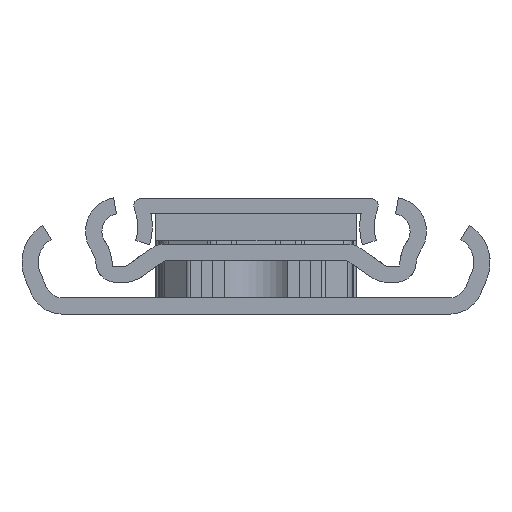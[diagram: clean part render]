
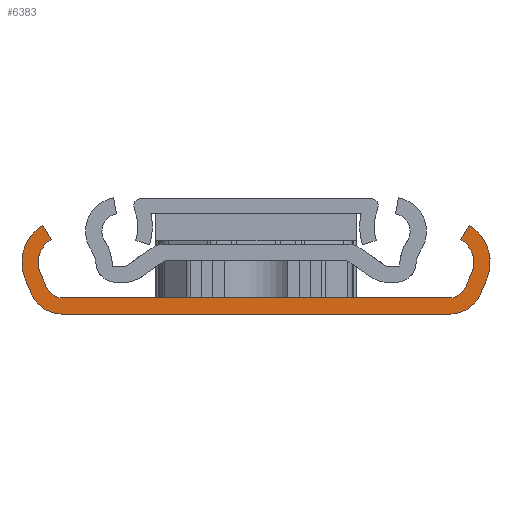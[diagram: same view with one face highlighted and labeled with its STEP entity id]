
A CAD part, left-side view. The second image highlights one B-rep face of the part: STEP entity #6383.
In plain terms, the highlighted planar face has unit normal (-1, 0, 0).
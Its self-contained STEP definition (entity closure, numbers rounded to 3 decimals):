
#17 = CARTESIAN_POINT ( 'NONE',  ( 0., 21.3, 0. ) ) ;
#55 = CARTESIAN_POINT ( 'NONE',  ( 0., 24.712, 2.269 ) ) ;
#71 = CARTESIAN_POINT ( 'NONE',  ( 0., -24.712, 2.269 ) ) ;
#74 = CARTESIAN_POINT ( 'NONE',  ( 0., 21.3, 3.7 ) ) ;
#122 = DIRECTION ( 'NONE',  ( 0., 0., -1. ) ) ;
#187 = VERTEX_POINT ( 'NONE', #3937 ) ;
#197 = ORIENTED_EDGE ( 'NONE', *, *, #7261, .F. ) ;
#232 = CARTESIAN_POINT ( 'NONE',  ( 0., -23.72, 4.559 ) ) ;
#267 = CIRCLE ( 'NONE', #2139, 4.75 ) ;
#305 = CARTESIAN_POINT ( 'NONE',  ( 0., -21.3, 0. ) ) ;
#343 = CARTESIAN_POINT ( 'NONE',  ( 0., 23.449, 9.77 ) ) ;
#451 = CARTESIAN_POINT ( 'NONE',  ( 0., -25.38, 3.863 ) ) ;
#475 = CIRCLE ( 'NONE', #2348, 2.95 ) ;
#646 = VECTOR ( 'NONE', #3985, 1000. ) ;
#677 = DIRECTION ( 'NONE',  ( 1., 0., 0. ) ) ;
#686 = EDGE_LOOP ( 'NONE', ( #6812, #787, #6244, #1652, #1721, #2881, #2800, #5500, #5339, #6008, #4956, #1881, #6603, #197, #2830, #2675 ) ) ;
#691 = DIRECTION ( 'NONE',  ( 0., 0., -1. ) ) ;
#787 = ORIENTED_EDGE ( 'NONE', *, *, #7580, .T. ) ;
#815 = VERTEX_POINT ( 'NONE', #4030 ) ;
#884 = AXIS2_PLACEMENT_3D ( 'NONE', #5276, #1661, #5879 ) ;
#1028 = AXIS2_PLACEMENT_3D ( 'NONE', #4323, #677, #4921 ) ;
#1070 = VERTEX_POINT ( 'NONE', #71 ) ;
#1100 = EDGE_CURVE ( 'NONE', #1546, #187, #7285, .T. ) ;
#1236 = CARTESIAN_POINT ( 'NONE',  ( 0., -25.38, 3.863 ) ) ;
#1251 = DIRECTION ( 'NONE',  ( 0., 1., 0. ) ) ;
#1267 = CARTESIAN_POINT ( 'NONE',  ( 0., 23.72, 4.559 ) ) ;
#1379 = VERTEX_POINT ( 'NONE', #55 ) ;
#1395 = CARTESIAN_POINT ( 'NONE',  ( 0., -23.052, 2.965 ) ) ;
#1433 = CARTESIAN_POINT ( 'NONE',  ( 0., -21.3, 3.7 ) ) ;
#1500 = AXIS2_PLACEMENT_3D ( 'NONE', #5911, #2319, #6511 ) ;
#1546 = VERTEX_POINT ( 'NONE', #7647 ) ;
#1652 = ORIENTED_EDGE ( 'NONE', *, *, #5237, .F. ) ;
#1661 = DIRECTION ( 'NONE',  ( -1., 0., 0. ) ) ;
#1721 = ORIENTED_EDGE ( 'NONE', *, *, #6875, .T. ) ;
#1768 = AXIS2_PLACEMENT_3D ( 'NONE', #74, #4333, #691 ) ;
#1803 = VECTOR ( 'NONE', #1251, 1000. ) ;
#1839 = VECTOR ( 'NONE', #3304, 1000. ) ;
#1874 = CARTESIAN_POINT ( 'NONE',  ( 0., 0., 0. ) ) ;
#1881 = ORIENTED_EDGE ( 'NONE', *, *, #1100, .T. ) ;
#2057 = DIRECTION ( 'NONE',  ( 0., 0., -1. ) ) ;
#2139 = AXIS2_PLACEMENT_3D ( 'NONE', #6938, #3368, #7533 ) ;
#2169 = CIRCLE ( 'NONE', #4215, 4.75 ) ;
#2181 = DIRECTION ( 'NONE',  ( 0., 0.516, -0.857 ) ) ;
#2283 = CARTESIAN_POINT ( 'NONE',  ( 0., 0., 1.8 ) ) ;
#2319 = DIRECTION ( 'NONE',  ( -1., 0., 0. ) ) ;
#2348 = AXIS2_PLACEMENT_3D ( 'NONE', #6546, #2943, #7127 ) ;
#2359 = CARTESIAN_POINT ( 'NONE',  ( 0., -23.72, 4.559 ) ) ;
#2397 = CARTESIAN_POINT ( 'NONE',  ( 0., 23.052, 2.965 ) ) ;
#2475 = VECTOR ( 'NONE', #6673, 1000. ) ;
#2502 = EDGE_CURVE ( 'NONE', #1546, #6442, #3539, .T. ) ;
#2529 = VECTOR ( 'NONE', #7272, 1000. ) ;
#2563 = CARTESIAN_POINT ( 'NONE',  ( 0., 21., 5.7 ) ) ;
#2675 = ORIENTED_EDGE ( 'NONE', *, *, #4972, .F. ) ;
#2699 = DIRECTION ( 'NONE',  ( 1., 0., 0. ) ) ;
#2798 = VERTEX_POINT ( 'NONE', #3905 ) ;
#2800 = ORIENTED_EDGE ( 'NONE', *, *, #5487, .T. ) ;
#2830 = ORIENTED_EDGE ( 'NONE', *, *, #4515, .T. ) ;
#2855 = CIRCLE ( 'NONE', #1028, 3.7 ) ;
#2881 = ORIENTED_EDGE ( 'NONE', *, *, #5783, .F. ) ;
#2930 = FACE_OUTER_BOUND ( 'NONE', #686, .T. ) ;
#2943 = DIRECTION ( 'NONE',  ( 1., 0., 0. ) ) ;
#3062 = DIRECTION ( 'NONE',  ( 0., -0.387, -0.922 ) ) ;
#3221 = EDGE_CURVE ( 'NONE', #6719, #1379, #2855, .T. ) ;
#3304 = DIRECTION ( 'NONE',  ( 0., 0.387, -0.922 ) ) ;
#3368 = DIRECTION ( 'NONE',  ( -1., 0., 0. ) ) ;
#3382 = DIRECTION ( 'NONE',  ( 0., -0.387, -0.922 ) ) ;
#3396 = EDGE_CURVE ( 'NONE', #7168, #6442, #3659, .T. ) ;
#3413 = AXIS2_PLACEMENT_3D ( 'NONE', #1433, #5652, #2057 ) ;
#3539 = CIRCLE ( 'NONE', #884, 1.9 ) ;
#3659 = LINE ( 'NONE', #232, #1839 ) ;
#3715 = CIRCLE ( 'NONE', #1500, 2.95 ) ;
#3747 = VERTEX_POINT ( 'NONE', #7225 ) ;
#3771 = DIRECTION ( 'NONE',  ( 1., 0., 0. ) ) ;
#3819 = VERTEX_POINT ( 'NONE', #4315 ) ;
#3852 = LINE ( 'NONE', #3946, #7027 ) ;
#3889 = VERTEX_POINT ( 'NONE', #5292 ) ;
#3905 = CARTESIAN_POINT ( 'NONE',  ( 0., 23.449, 9.77 ) ) ;
#3937 = CARTESIAN_POINT ( 'NONE',  ( 0., 21.3, 1.8 ) ) ;
#3946 = CARTESIAN_POINT ( 'NONE',  ( 0., 25.38, 3.863 ) ) ;
#3956 = CIRCLE ( 'NONE', #3413, 3.7 ) ;
#3985 = DIRECTION ( 'NONE',  ( 0., -0.516, -0.857 ) ) ;
#4030 = CARTESIAN_POINT ( 'NONE',  ( 0., 22.521, 8.228 ) ) ;
#4067 = LINE ( 'NONE', #1236, #2475 ) ;
#4215 = AXIS2_PLACEMENT_3D ( 'NONE', #6296, #2699, #6880 ) ;
#4268 = LINE ( 'NONE', #343, #646 ) ;
#4315 = CARTESIAN_POINT ( 'NONE',  ( 0., -23.449, 9.77 ) ) ;
#4323 = CARTESIAN_POINT ( 'NONE',  ( 0., 21.3, 3.7 ) ) ;
#4333 = DIRECTION ( 'NONE',  ( 1., 0., 0. ) ) ;
#4389 = EDGE_CURVE ( 'NONE', #3819, #3747, #6064, .T. ) ;
#4468 = VECTOR ( 'NONE', #2181, 1000. ) ;
#4493 = EDGE_CURVE ( 'NONE', #7168, #3747, #3715, .T. ) ;
#4515 = EDGE_CURVE ( 'NONE', #7330, #815, #475, .T. ) ;
#4568 = VERTEX_POINT ( 'NONE', #2397 ) ;
#4685 = EDGE_CURVE ( 'NONE', #187, #4568, #7347, .T. ) ;
#4921 = DIRECTION ( 'NONE',  ( 0., 0., -1. ) ) ;
#4956 = ORIENTED_EDGE ( 'NONE', *, *, #2502, .F. ) ;
#4972 = EDGE_CURVE ( 'NONE', #2798, #815, #4268, .T. ) ;
#5017 = LINE ( 'NONE', #1874, #1803 ) ;
#5237 = EDGE_CURVE ( 'NONE', #7546, #6719, #5017, .T. ) ;
#5276 = CARTESIAN_POINT ( 'NONE',  ( 0., -21.3, 3.7 ) ) ;
#5292 = CARTESIAN_POINT ( 'NONE',  ( 0., 25.38, 3.863 ) ) ;
#5315 = AXIS2_PLACEMENT_3D ( 'NONE', #2563, #3771, #122 ) ;
#5339 = ORIENTED_EDGE ( 'NONE', *, *, #4493, .F. ) ;
#5487 = EDGE_CURVE ( 'NONE', #7734, #3819, #267, .T. ) ;
#5500 = ORIENTED_EDGE ( 'NONE', *, *, #4389, .T. ) ;
#5652 = DIRECTION ( 'NONE',  ( -1., 0., 0. ) ) ;
#5783 = EDGE_CURVE ( 'NONE', #7734, #1070, #4067, .T. ) ;
#5879 = DIRECTION ( 'NONE',  ( 0., 0., -1. ) ) ;
#5911 = CARTESIAN_POINT ( 'NONE',  ( 0., -21., 5.7 ) ) ;
#6008 = ORIENTED_EDGE ( 'NONE', *, *, #3396, .T. ) ;
#6042 = CARTESIAN_POINT ( 'NONE',  ( 0., 23.72, 4.559 ) ) ;
#6064 = LINE ( 'NONE', #6966, #4468 ) ;
#6244 = ORIENTED_EDGE ( 'NONE', *, *, #3221, .F. ) ;
#6296 = CARTESIAN_POINT ( 'NONE',  ( 0., 21., 5.7 ) ) ;
#6383 = ADVANCED_FACE ( 'NONE', ( #2930 ), #7305, .F. ) ;
#6442 = VERTEX_POINT ( 'NONE', #1395 ) ;
#6511 = DIRECTION ( 'NONE',  ( 0., 0., -1. ) ) ;
#6546 = CARTESIAN_POINT ( 'NONE',  ( 0., 21., 5.7 ) ) ;
#6603 = ORIENTED_EDGE ( 'NONE', *, *, #4685, .T. ) ;
#6673 = DIRECTION ( 'NONE',  ( 0., 0.387, -0.922 ) ) ;
#6719 = VERTEX_POINT ( 'NONE', #17 ) ;
#6812 = ORIENTED_EDGE ( 'NONE', *, *, #6911, .F. ) ;
#6875 = EDGE_CURVE ( 'NONE', #7546, #1070, #3956, .T. ) ;
#6880 = DIRECTION ( 'NONE',  ( 0., 0., -1. ) ) ;
#6911 = EDGE_CURVE ( 'NONE', #3889, #2798, #2169, .T. ) ;
#6938 = CARTESIAN_POINT ( 'NONE',  ( 0., -21., 5.7 ) ) ;
#6966 = CARTESIAN_POINT ( 'NONE',  ( 0., -23.449, 9.77 ) ) ;
#7027 = VECTOR ( 'NONE', #3382, 1000. ) ;
#7127 = DIRECTION ( 'NONE',  ( 0., 0., -1. ) ) ;
#7168 = VERTEX_POINT ( 'NONE', #2359 ) ;
#7225 = CARTESIAN_POINT ( 'NONE',  ( 0., -22.521, 8.228 ) ) ;
#7261 = EDGE_CURVE ( 'NONE', #7330, #4568, #7504, .T. ) ;
#7272 = DIRECTION ( 'NONE',  ( 0., 1., 0. ) ) ;
#7285 = LINE ( 'NONE', #2283, #2529 ) ;
#7304 = VECTOR ( 'NONE', #3062, 1000. ) ;
#7305 = PLANE ( 'NONE',  #5315 ) ;
#7330 = VERTEX_POINT ( 'NONE', #1267 ) ;
#7347 = CIRCLE ( 'NONE', #1768, 1.9 ) ;
#7504 = LINE ( 'NONE', #6042, #7304 ) ;
#7533 = DIRECTION ( 'NONE',  ( 0., 0., -1. ) ) ;
#7546 = VERTEX_POINT ( 'NONE', #305 ) ;
#7580 = EDGE_CURVE ( 'NONE', #3889, #1379, #3852, .T. ) ;
#7647 = CARTESIAN_POINT ( 'NONE',  ( 0., -21.3, 1.8 ) ) ;
#7734 = VERTEX_POINT ( 'NONE', #451 ) ;
